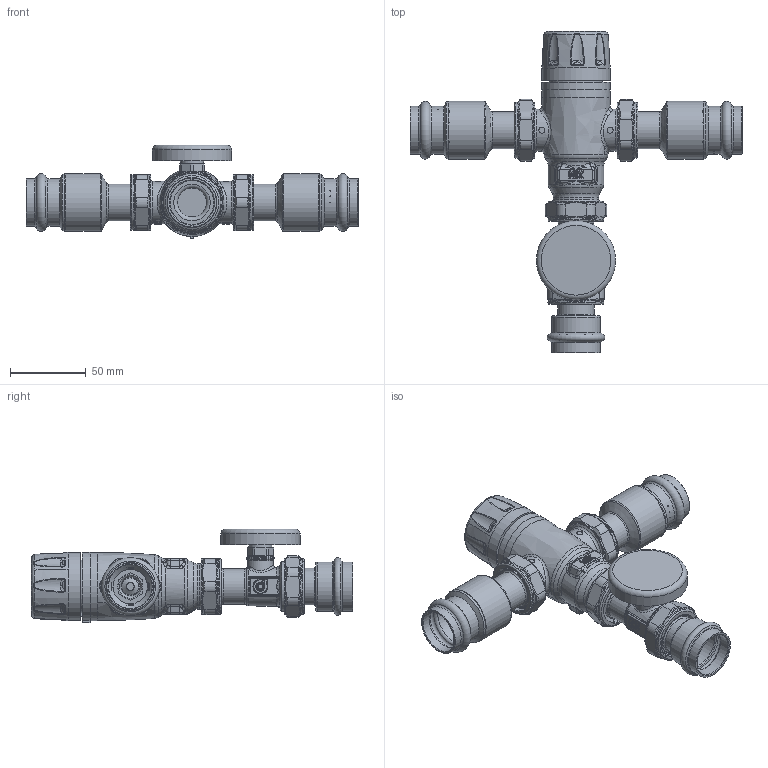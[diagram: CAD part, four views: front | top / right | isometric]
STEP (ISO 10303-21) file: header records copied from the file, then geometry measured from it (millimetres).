
FILE_DESCRIPTION(/* description */ (''),/* implementation_level */ '2;1');
FILE_NAME(/* name */ '521616AC_Simplify_1.stp',/* time_stamp */ '2025-07-31T13:20:38-05:00',/* author */ ('ischreiner'),/* organization */ (''),/* preprocessor_version */ 'ST-DEVELOPER v20',/* originating_system */ 'Autodesk Inventor 2025',/* authorisation */ '');
FILE_SCHEMA (('AUTOMOTIVE_DESIGN { 1 0 10303 214 3 1 1 }'));
Products named in the file (1): 521616AC_Simplify_1
Bounding box: 219.35 x 212.67 x 61.9 mm (x, y, z)
Volume: 327980.1 mm3; surface area: 106032.6 mm2
Topology: 12 solids, 12 shells, 2801 faces, 6817 edges, 3933 vertices
Faces by surface type: bspline 853, cylinder 734, plane 689, torus 217, cone 190, sphere 118
Full cylindrical faces by diameter (mm): 2 x1, 4 x2, 5.24 x2, 8 x1, 9 x1, 12.6 x2, 15.24 x1, 15.875 x1, 16.55 x2, 17 x1, 18 x1, 19.05 x1, 19.55 x2, 19.6 x4, 20.091 x4, 20.599 x2, 22.86 x2, 23.5 x1, 24 x1, 24.003 x2, 24.384 x3, 27.686 x3, 28 x2, 28.905 x4, 28.956 x2, 29.464 x2, 29.591 x1, 29.6 x1, 30 x1, 30.429 x2
Entity records: 144004 total; most frequent: CARTESIAN_POINT 80511, ORIENTED_EDGE 13240, DIRECTION 11857, EDGE_CURVE 6620, AXIS2_PLACEMENT_3D 4828, VERTEX_POINT 3933, EDGE_LOOP 2927, STYLED_ITEM 2813
